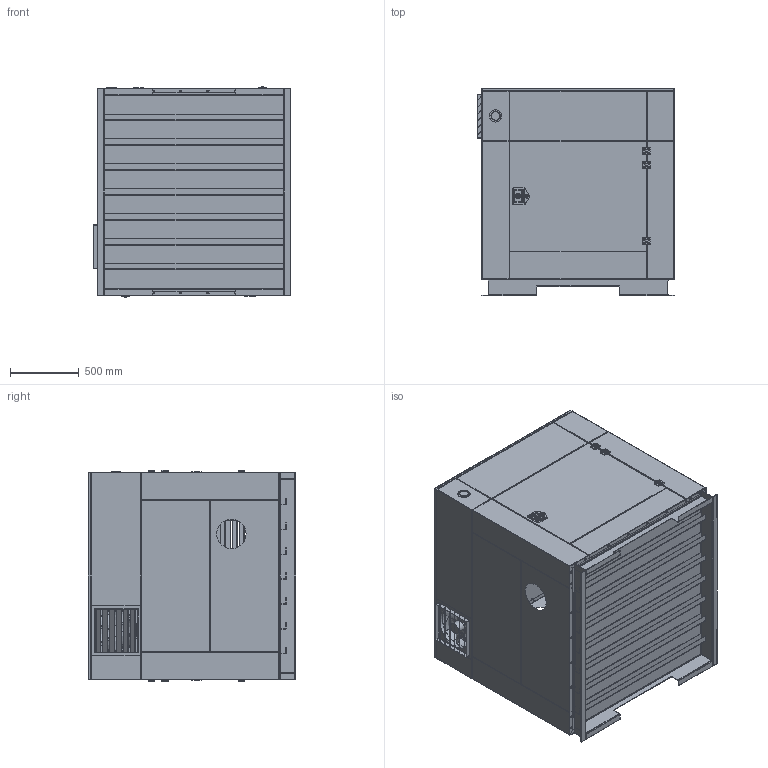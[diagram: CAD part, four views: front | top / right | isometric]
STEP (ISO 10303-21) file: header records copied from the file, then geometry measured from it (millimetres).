
FILE_DESCRIPTION (( 'STEP AP203' ), '1' );
FILE_NAME ('Îïîðà êîæóõà 1 — êîïèÿ.STEP', '2020-07-06T12:53:04', ( '' ), ( '' ), 'SwSTEP 2.0', 'SolidWorks 2019', '' );
FILE_SCHEMA (( 'CONFIG_CONTROL_DESIGN' ));
Length unit declared in the file: millimetre
Products named in the file (34): _K0435_309_6; ﾄ粢; Øâåëëåð 3; Êðûøêà; Øâåëëåð 2; 署囹赅; K0435_301818_0_1; 眈翴錪 2; Âåíòèëÿòîð; Øâåëëåð 1; _K0435_301818_2; Âåíòèëÿöèîííàÿ ðåøåòêà 1; 眈翴錪 8; 眈翴錪 5; 赶鎀鍧; 眈翴錪 3; _K0435_209_4; Âåíòèëÿöèîííàÿ ðåøåòêà 2; 枟膼懤襝 G21; 眈翴錪 7; Çàìîê çàäíåé äâåðè â ñáîðå; Ñòåíêà 1 — êîïèÿ; 栺樇罻 1; 赶鎀鍧 2; 咍嚦 1; Îïîðà êîæóõà 1 — êîïèÿ; Âåíòèëÿòîð YWF-300 Êîðïóñ; 眈翴錪 9
Assembly tree (61 placements, depth 3):
  Îïîðà êîæóõà 1 — êîïèÿ
    Øâåëëåð 1  x2
    Øâåëëåð 2  x2
    Øâåëëåð 3  x7
    咍嚦 1
    赶鎀鍧  x2
    眈翴錪 2  x2
    眈翴錪 3
    ﾄ粢
    赶鎀鍧 2  x2
    栺樇罻 1
    眈翴錪 7
    眈翴錪 8
    ﾄ粢
    K0435_301818_0_1
      _K0435_301818_2
      _K0435_209_4
      _K0435_309_6
    K0435_301818_0_1
      _K0435_301818_2
      _K0435_209_4
      _K0435_309_6
    K0435_301818_0_1
      _K0435_301818_2
      _K0435_209_4
      _K0435_309_6
    Êðûøêà
    K0435_301818_0_1
      _K0435_301818_2
      _K0435_209_4
      _K0435_309_6
    K0435_301818_0_1
      _K0435_301818_2
      _K0435_209_4
      _K0435_309_6
    K0435_301818_0_1
      _K0435_301818_2
      _K0435_209_4
      _K0435_309_6
    眈翴錪 5  x2
    眈翴錪 9
    Çàìîê çàäíåé äâåðè â ñáîðå  x2
    枟膼懤襝 G21
    Ñòåíêà 1 — êîïèÿ
    Âåíòèëÿòîð
      Âåíòèëÿòîð YWF-300 Êîðïóñ
      署囹赅
    Âåíòèëÿöèîííàÿ ðåøåòêà 1
    Âåíòèëÿöèîííàÿ ðåøåòêà 2
Bounding box: 1431 x 1504 x 1532 mm (x, y, z)
Volume: 40477422.4 mm3; surface area: 33115861.8 mm2
Topology: 60 solids, 60 shells, 3181 faces, 8057 edges, 5000 vertices
Faces by surface type: plane 1466, cylinder 1405, bspline 184, cone 72, torus 30, sphere 24
Entity records: 77409 total; most frequent: CARTESIAN_POINT 23470, DIRECTION 10160, ORIENTED_EDGE 10134, EDGE_CURVE 5067, AXIS2_PLACEMENT_3D 3566, VERTEX_POINT 3117, LINE 3028, VECTOR 3028
